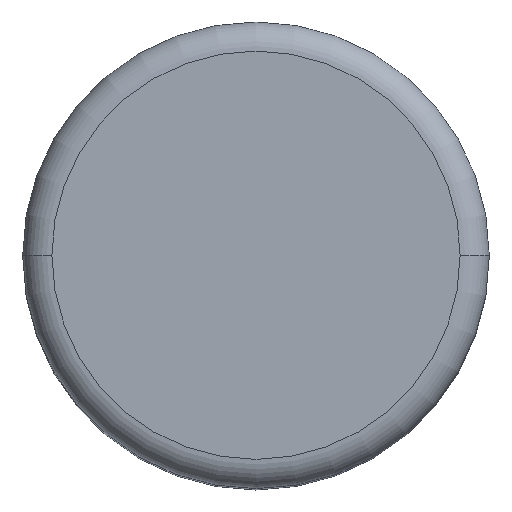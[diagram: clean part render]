
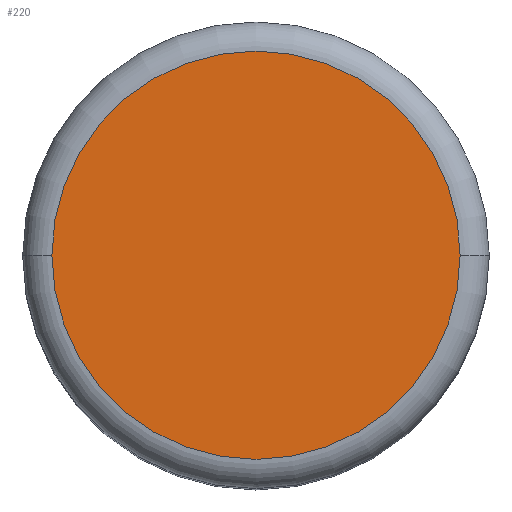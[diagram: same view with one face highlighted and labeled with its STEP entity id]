
A CAD part, top view. The second image highlights one B-rep face of the part: STEP entity #220.
In plain terms, the highlighted planar face has unit normal (0, 0, 1).
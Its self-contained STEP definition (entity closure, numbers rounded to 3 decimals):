
#43 = EDGE_LOOP ( 'NONE', ( #47, #129 ) ) ;
#47 = ORIENTED_EDGE ( 'NONE', *, *, #321, .T. ) ;
#129 = ORIENTED_EDGE ( 'NONE', *, *, #266, .T. ) ;
#199 = CIRCLE ( 'NONE', #346, 3.5 ) ;
#220 = ADVANCED_FACE ( 'NONE', ( #401 ), #634, .F. ) ;
#258 = AXIS2_PLACEMENT_3D ( 'NONE', #633, #643, #644 ) ;
#266 = EDGE_CURVE ( 'NONE', #514, #510, #486, .T. ) ;
#321 = EDGE_CURVE ( 'NONE', #510, #514, #199, .T. ) ;
#333 = AXIS2_PLACEMENT_3D ( 'NONE', #763, #764, #765 ) ;
#346 = AXIS2_PLACEMENT_3D ( 'NONE', #813, #822, #823 ) ;
#401 = FACE_OUTER_BOUND ( 'NONE', #43, .T. ) ;
#486 = CIRCLE ( 'NONE', #333, 3.5 ) ;
#510 = VERTEX_POINT ( 'NONE', #847 ) ;
#514 = VERTEX_POINT ( 'NONE', #851 ) ;
#633 = CARTESIAN_POINT ( 'NONE',  ( -3.5, 0., 15. ) ) ;
#634 = PLANE ( 'NONE',  #258 ) ;
#643 = DIRECTION ( 'NONE',  ( 0., 0., -1. ) ) ;
#644 = DIRECTION ( 'NONE',  ( -1., 0., 0. ) ) ;
#763 = CARTESIAN_POINT ( 'NONE',  ( 0., 0., 15. ) ) ;
#764 = DIRECTION ( 'NONE',  ( 0., 0., 1. ) ) ;
#765 = DIRECTION ( 'NONE',  ( 1., 0., 0. ) ) ;
#813 = CARTESIAN_POINT ( 'NONE',  ( 0., 0., 15. ) ) ;
#822 = DIRECTION ( 'NONE',  ( 0., 0., 1. ) ) ;
#823 = DIRECTION ( 'NONE',  ( 1., 0., 0. ) ) ;
#847 = CARTESIAN_POINT ( 'NONE',  ( 3.5, 0., 15. ) ) ;
#851 = CARTESIAN_POINT ( 'NONE',  ( -3.5, 0., 15. ) ) ;
